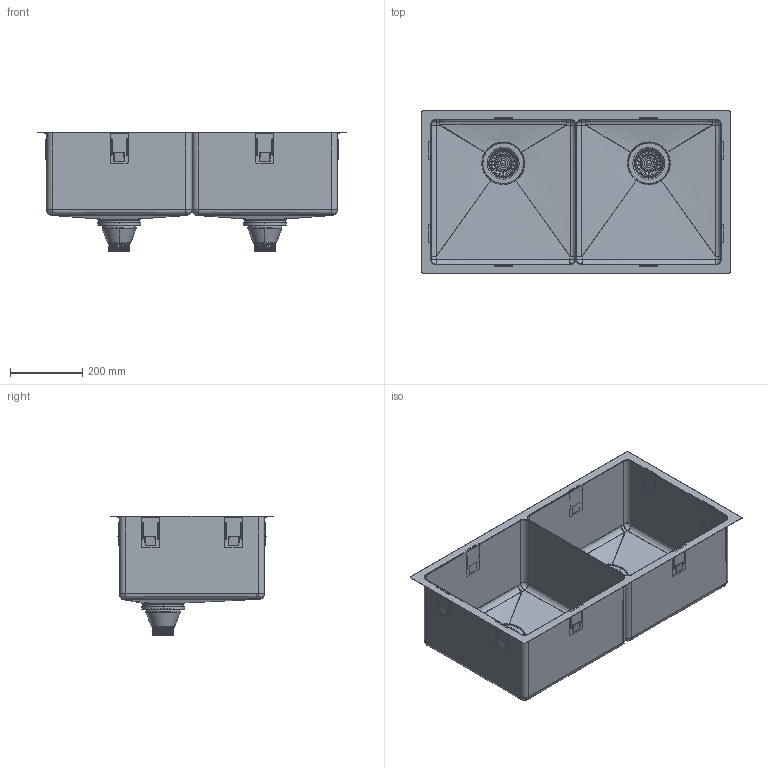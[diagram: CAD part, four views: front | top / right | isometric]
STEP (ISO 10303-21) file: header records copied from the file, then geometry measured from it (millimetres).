
FILE_DESCRIPTION(/* description */ (''),/* implementation_level */ '2;1');
FILE_NAME(/* name */ 'STEP - FB8545AR_2402723',/* time_stamp */ '2026-04-02T13:54:08+11:00',/* author */ (''),/* organization */ (''),/* preprocessor_version */ 'ST-DEVELOPER v16.5',/* originating_system */ 'Rhino 7.38',/* authorisation */ '');
FILE_SCHEMA (('AUTOMOTIVE_DESIGN'));
Length unit declared in the file: millimetre
Products named in the file (12): Document; FB8545AR_ASM70; FB8545AR61; PM668; A4_ASM69; SUZHUTI58; HOUDIANQUAN5960; BAODIANQUAN1234567891011121314151617181920212223242526272829303132333
43536373839404142434445464748495051525354555657; BUXIUGGANZHUTI62; TONGLUOMU16364; TILAN6566; A3-SUZHUTI67
Assembly tree (19 placements, depth 4):
  Document
    FB8545AR_ASM70
      FB8545AR61
      PM668  x8
      A4_ASM69  x2
        SUZHUTI58
        HOUDIANQUAN5960
        BAODIANQUAN1234567891011121314151617181920212223242526272829303132333
43536373839404142434445464748495051525354555657
        BUXIUGGANZHUTI62
        TONGLUOMU16364
        TILAN6566
        A3-SUZHUTI67
Bounding box: 853 x 450 x 330.7 mm (x, y, z)
Volume: 1719443.2 mm3; surface area: 2576153.4 mm2
Topology: 23 solids, 23 shells, 1828 faces, 4906 edges, 3072 vertices
Faces by surface type: bspline 700, cylinder 696, plane 432
Entity records: 54392 total; most frequent: CARTESIAN_POINT 40097, ORIENTED_EDGE 4568, EDGE_CURVE 2284, B_SPLINE_CURVE_WITH_KNOTS 1470, VERTEX_POINT 1411, EDGE_LOOP 917, ADVANCED_FACE 863, FACE_OUTER_BOUND 863
